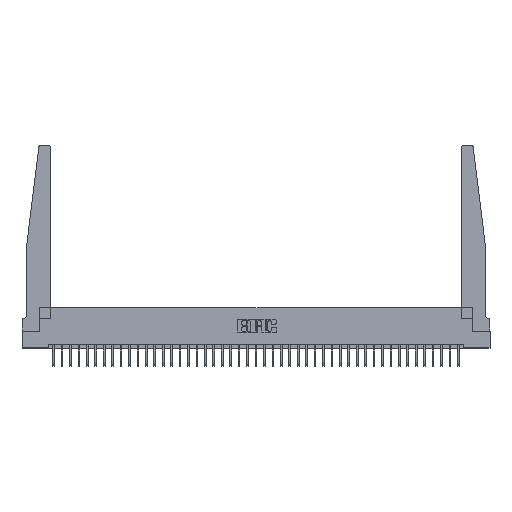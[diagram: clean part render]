
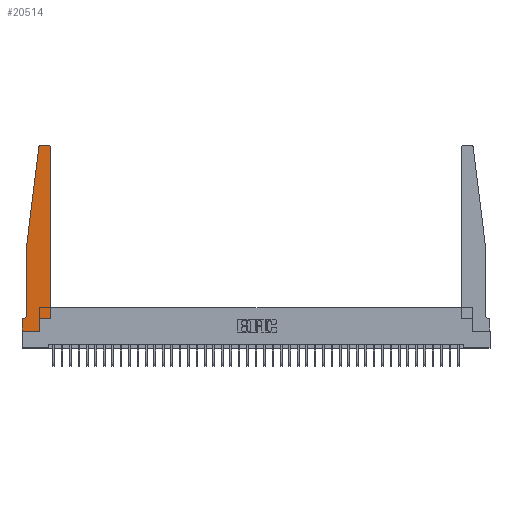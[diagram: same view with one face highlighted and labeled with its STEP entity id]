
A CAD part, top view. The second image highlights one B-rep face of the part: STEP entity #20514.
In plain terms, the highlighted planar face has unit normal (0, 0, 1).
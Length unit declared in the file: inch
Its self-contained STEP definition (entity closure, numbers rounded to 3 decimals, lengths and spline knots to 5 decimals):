
#1240 = ORIENTED_EDGE ( 'NONE', *, *, #24855, .T. ) ;
#1422 = ORIENTED_EDGE ( 'NONE', *, *, #5691, .T. ) ;
#1453 = CARTESIAN_POINT ( 'NONE',  ( 0.425, 0.18, 0.37 ) ) ;
#1675 = CARTESIAN_POINT ( 'NONE',  ( 0.425, 0.18, 0.37 ) ) ;
#2187 = VECTOR ( 'NONE', #4476, 39.37008 ) ;
#2310 = AXIS2_PLACEMENT_3D ( 'NONE', #35169, #35555, #26248 ) ;
#2388 = VERTEX_POINT ( 'NONE', #34309 ) ;
#2406 = EDGE_CURVE ( 'NONE', #6710, #31634, #33559, .T. ) ;
#2901 = DIRECTION ( 'NONE',  ( 0., -1., 0. ) ) ;
#3084 = VERTEX_POINT ( 'NONE', #31813 ) ;
#3256 = ORIENTED_EDGE ( 'NONE', *, *, #33564, .T. ) ;
#3676 = CARTESIAN_POINT ( 'NONE',  ( 0., 0., 0.37 ) ) ;
#3719 = CARTESIAN_POINT ( 'NONE',  ( 0.425, 0.18, 0.37 ) ) ;
#4046 = AXIS2_PLACEMENT_3D ( 'NONE', #23924, #12482, #15327 ) ;
#4051 = VERTEX_POINT ( 'NONE', #36796 ) ;
#4412 = VERTEX_POINT ( 'NONE', #6303 ) ;
#4476 = DIRECTION ( 'NONE',  ( -1., 0., 0. ) ) ;
#5691 = EDGE_CURVE ( 'NONE', #24617, #4051, #13760, .T. ) ;
#5877 = CARTESIAN_POINT ( 'NONE',  ( 0.015, 0.2375, 0.37 ) ) ;
#6229 = EDGE_CURVE ( 'NONE', #27942, #2388, #32672, .T. ) ;
#6303 = CARTESIAN_POINT ( 'NONE',  ( 0.065, 0.2375, 0.37 ) ) ;
#6634 = LINE ( 'NONE', #12777, #28844 ) ;
#6641 = AXIS2_PLACEMENT_3D ( 'NONE', #5877, #26099, #19814 ) ;
#6710 = VERTEX_POINT ( 'NONE', #30720 ) ;
#7162 = VERTEX_POINT ( 'NONE', #10998 ) ;
#8547 = DIRECTION ( 'NONE',  ( -1., 0., 0. ) ) ;
#8922 = ORIENTED_EDGE ( 'NONE', *, *, #29524, .T. ) ;
#9742 = VECTOR ( 'NONE', #35805, 39.37008 ) ;
#9797 = CARTESIAN_POINT ( 'NONE',  ( 0.25, 2.75, 0.37 ) ) ;
#10055 = DIRECTION ( 'NONE',  ( 1., 0., 0. ) ) ;
#10188 = DIRECTION ( 'NONE',  ( 0., 0., 1. ) ) ;
#10868 = DIRECTION ( 'NONE',  ( 0., 1., 0. ) ) ;
#10998 = CARTESIAN_POINT ( 'NONE',  ( 0.015, 0.1875, 0.37 ) ) ;
#11073 = ORIENTED_EDGE ( 'NONE', *, *, #16398, .T. ) ;
#11766 = LINE ( 'NONE', #9797, #2187 ) ;
#12038 = ORIENTED_EDGE ( 'NONE', *, *, #30123, .T. ) ;
#12295 = AXIS2_PLACEMENT_3D ( 'NONE', #33741, #10188, #10055 ) ;
#12482 = DIRECTION ( 'NONE',  ( 0., 0., 1. ) ) ;
#12507 = DIRECTION ( 'NONE',  ( 1., 0., 0. ) ) ;
#12777 = CARTESIAN_POINT ( 'NONE',  ( 0.065, 1.25, 0.37 ) ) ;
#13364 = EDGE_CURVE ( 'NONE', #3084, #33041, #24098, .T. ) ;
#13566 = DIRECTION ( 'NONE',  ( -0.122, -0.992, 0. ) ) ;
#13760 = LINE ( 'NONE', #36993, #35965 ) ;
#14395 = EDGE_LOOP ( 'NONE', ( #16522, #12038, #26273, #11073, #1240, #35884, #33955, #24202, #1422, #8922, #3256, #17213 ) ) ;
#14931 = FACE_OUTER_BOUND ( 'NONE', #14395, .T. ) ;
#15327 = DIRECTION ( 'NONE',  ( 1., 0., 0. ) ) ;
#16398 = EDGE_CURVE ( 'NONE', #31634, #4412, #6634, .T. ) ;
#16522 = ORIENTED_EDGE ( 'NONE', *, *, #23304, .T. ) ;
#17213 = ORIENTED_EDGE ( 'NONE', *, *, #6229, .T. ) ;
#17657 = VECTOR ( 'NONE', #13566, 39.37008 ) ;
#17783 = VECTOR ( 'NONE', #2901, 39.37008 ) ;
#18203 = VECTOR ( 'NONE', #8547, 39.37008 ) ;
#18283 = EDGE_CURVE ( 'NONE', #33041, #24617, #28312, .T. ) ;
#19634 = VECTOR ( 'NONE', #10868, 39.37008 ) ;
#19814 = DIRECTION ( 'NONE',  ( -1., 0., 0. ) ) ;
#19903 = CARTESIAN_POINT ( 'NONE',  ( 0.425, 2.72, 0.37 ) ) ;
#20057 = LINE ( 'NONE', #1675, #19634 ) ;
#20514 = ADVANCED_FACE ( 'NONE', ( #14931 ), #20746, .T. ) ;
#20746 = PLANE ( 'NONE',  #4046 ) ;
#22478 = CARTESIAN_POINT ( 'NONE',  ( 0., 0., 0.37 ) ) ;
#23304 = EDGE_CURVE ( 'NONE', #2388, #28755, #11766, .T. ) ;
#23924 = CARTESIAN_POINT ( 'NONE',  ( 0., 0.1875, 0.37 ) ) ;
#24098 = LINE ( 'NONE', #3676, #17783 ) ;
#24202 = ORIENTED_EDGE ( 'NONE', *, *, #18283, .T. ) ;
#24617 = VERTEX_POINT ( 'NONE', #30974 ) ;
#24855 = EDGE_CURVE ( 'NONE', #4412, #7162, #28383, .T. ) ;
#26003 = CARTESIAN_POINT ( 'NONE',  ( 0.065, 1.25, 0.37 ) ) ;
#26099 = DIRECTION ( 'NONE',  ( 0., 0., -1. ) ) ;
#26226 = CARTESIAN_POINT ( 'NONE',  ( 0.065, 0.1875, 0.37 ) ) ;
#26248 = DIRECTION ( 'NONE',  ( 1., 0., 0. ) ) ;
#26273 = ORIENTED_EDGE ( 'NONE', *, *, #2406, .T. ) ;
#26641 = CIRCLE ( 'NONE', #2310, 0.03 ) ;
#26679 = LINE ( 'NONE', #3719, #31257 ) ;
#27752 = LINE ( 'NONE', #26226, #18203 ) ;
#27942 = VERTEX_POINT ( 'NONE', #19903 ) ;
#28210 = CARTESIAN_POINT ( 'NONE',  ( 0.065, 1.25, 0.37 ) ) ;
#28312 = LINE ( 'NONE', #22478, #9742 ) ;
#28383 = CIRCLE ( 'NONE', #6641, 0.05 ) ;
#28755 = VERTEX_POINT ( 'NONE', #35064 ) ;
#28844 = VECTOR ( 'NONE', #36193, 39.37008 ) ;
#29524 = EDGE_CURVE ( 'NONE', #4051, #32890, #26679, .T. ) ;
#30123 = EDGE_CURVE ( 'NONE', #28755, #6710, #26641, .T. ) ;
#30720 = CARTESIAN_POINT ( 'NONE',  ( 0.24675, 2.72367, 0.37 ) ) ;
#30974 = CARTESIAN_POINT ( 'NONE',  ( 0.2605, 0., 0.37 ) ) ;
#31215 = DIRECTION ( 'NONE',  ( 0., 1., 0. ) ) ;
#31257 = VECTOR ( 'NONE', #12507, 39.37008 ) ;
#31634 = VERTEX_POINT ( 'NONE', #26003 ) ;
#31813 = CARTESIAN_POINT ( 'NONE',  ( 0., 0.1875, 0.37 ) ) ;
#32672 = CIRCLE ( 'NONE', #12295, 0.03 ) ;
#32890 = VERTEX_POINT ( 'NONE', #1453 ) ;
#33041 = VERTEX_POINT ( 'NONE', #34932 ) ;
#33559 = LINE ( 'NONE', #28210, #17657 ) ;
#33564 = EDGE_CURVE ( 'NONE', #32890, #27942, #20057, .T. ) ;
#33741 = CARTESIAN_POINT ( 'NONE',  ( 0.395, 2.72, 0.37 ) ) ;
#33955 = ORIENTED_EDGE ( 'NONE', *, *, #13364, .T. ) ;
#34309 = CARTESIAN_POINT ( 'NONE',  ( 0.395, 2.75, 0.37 ) ) ;
#34932 = CARTESIAN_POINT ( 'NONE',  ( 0., 0., 0.37 ) ) ;
#35064 = CARTESIAN_POINT ( 'NONE',  ( 0.27653, 2.75, 0.37 ) ) ;
#35169 = CARTESIAN_POINT ( 'NONE',  ( 0.27653, 2.72, 0.37 ) ) ;
#35555 = DIRECTION ( 'NONE',  ( 0., 0., 1. ) ) ;
#35805 = DIRECTION ( 'NONE',  ( 1., 0., 0. ) ) ;
#35884 = ORIENTED_EDGE ( 'NONE', *, *, #36296, .T. ) ;
#35965 = VECTOR ( 'NONE', #31215, 39.37008 ) ;
#36193 = DIRECTION ( 'NONE',  ( 0., -1., 0. ) ) ;
#36296 = EDGE_CURVE ( 'NONE', #7162, #3084, #27752, .T. ) ;
#36796 = CARTESIAN_POINT ( 'NONE',  ( 0.2605, 0.18, 0.37 ) ) ;
#36993 = CARTESIAN_POINT ( 'NONE',  ( 0.2605, 0.18, 0.37 ) ) ;
